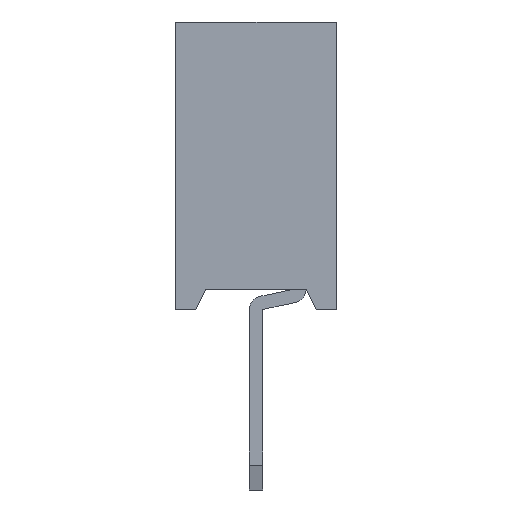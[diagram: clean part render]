
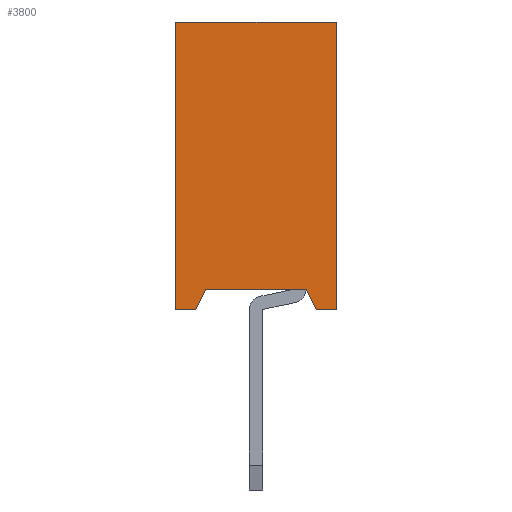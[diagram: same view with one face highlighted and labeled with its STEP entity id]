
A CAD part, left-side view. The second image highlights one B-rep face of the part: STEP entity #3800.
In plain terms, the highlighted planar face has unit normal (-1, 0, 0).
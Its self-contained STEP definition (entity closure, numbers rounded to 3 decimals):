
#3800=ADVANCED_FACE('',(#25534),#25536,.T.);
#25534=FACE_BOUND('',#25535,.T.);
#25535=EDGE_LOOP('',(#41777,#41778,#41779,#41780,#41781,#41782,#41783,#41784));
#25536=PLANE('',#25537);
#25537=AXIS2_PLACEMENT_3D('',#25538,#25539,#25540);
#25538=CARTESIAN_POINT('',(-1.,1.2,0.));
#25539=DIRECTION('',(-1.,0.,0.));
#25540=DIRECTION('',(0.,-1.,0.));
#41777=ORIENTED_EDGE('',*,*,#54142,.T.);
#41778=ORIENTED_EDGE('',*,*,#53527,.T.);
#41779=ORIENTED_EDGE('',*,*,#54143,.T.);
#41780=ORIENTED_EDGE('',*,*,#54144,.T.);
#41781=ORIENTED_EDGE('',*,*,#54145,.T.);
#41782=ORIENTED_EDGE('',*,*,#54146,.F.);
#41783=ORIENTED_EDGE('',*,*,#54147,.F.);
#41784=ORIENTED_EDGE('',*,*,#54077,.T.);
#53527=EDGE_CURVE('',#60228,#60226,#60229,.T.);
#54077=EDGE_CURVE('',#61274,#61272,#61275,.T.);
#54142=EDGE_CURVE('',#61272,#60228,#61346,.F.);
#54143=EDGE_CURVE('',#60226,#61347,#61348,.F.);
#54144=EDGE_CURVE('',#61347,#61349,#61350,.T.);
#54145=EDGE_CURVE('',#61349,#61351,#61352,.T.);
#54146=EDGE_CURVE('',#61353,#61351,#61354,.T.);
#54147=EDGE_CURVE('',#61274,#61353,#61355,.T.);
#60226=VERTEX_POINT('',#71426);
#60228=VERTEX_POINT('',#71430);
#60229=LINE('',#71431,#71432);
#61272=VERTEX_POINT('',#73572);
#61274=VERTEX_POINT('',#73576);
#61275=LINE('',#73577,#73578);
#61346=LINE('',#73778,#73779);
#61347=VERTEX_POINT('',#73781);
#61348=LINE('',#73782,#73783);
#61349=VERTEX_POINT('',#73785);
#61350=LINE('',#73786,#73787);
#61351=VERTEX_POINT('',#73789);
#61352=LINE('',#73790,#73791);
#61353=VERTEX_POINT('',#73793);
#61354=LINE('',#73794,#73795);
#61355=LINE('',#73797,#73798);
#71426=CARTESIAN_POINT('',(-1.,-0.75,0.3));
#71430=CARTESIAN_POINT('',(-1.,0.75,0.3));
#71431=CARTESIAN_POINT('',(-1.,0.75,0.3));
#71432=VECTOR('',#71433,1.);
#71433=DIRECTION('',(0.,-1.,0.));
#73572=CARTESIAN_POINT('',(-1.,0.9,0.));
#73576=CARTESIAN_POINT('',(-1.,1.2,0.));
#73577=CARTESIAN_POINT('',(-1.,1.2,0.));
#73578=VECTOR('',#73579,1.);
#73579=DIRECTION('',(0.,-1.,0.));
#73778=CARTESIAN_POINT('',(-1.,0.75,0.3));
#73779=VECTOR('',#73780,1.);
#73780=DIRECTION('',(0.,0.447,-0.894));
#73781=CARTESIAN_POINT('',(-1.,-0.9,0.));
#73782=CARTESIAN_POINT('',(-1.,-0.9,0.));
#73783=VECTOR('',#73784,1.);
#73784=DIRECTION('',(0.,0.447,0.894));
#73785=CARTESIAN_POINT('',(-1.,-1.2,0.));
#73786=CARTESIAN_POINT('',(-1.,-0.9,0.));
#73787=VECTOR('',#73788,1.);
#73788=DIRECTION('',(0.,-1.,0.));
#73789=CARTESIAN_POINT('',(-1.,-1.2,4.3));
#73790=CARTESIAN_POINT('',(-1.,-1.2,0.));
#73791=VECTOR('',#73792,1.);
#73792=DIRECTION('',(0.,0.,1.));
#73793=CARTESIAN_POINT('',(-1.,1.2,4.3));
#73794=CARTESIAN_POINT('',(-1.,1.2,4.3));
#73795=VECTOR('',#73796,1.);
#73796=DIRECTION('',(0.,-1.,0.));
#73797=CARTESIAN_POINT('',(-1.,1.2,0.));
#73798=VECTOR('',#73799,1.);
#73799=DIRECTION('',(0.,0.,1.));
